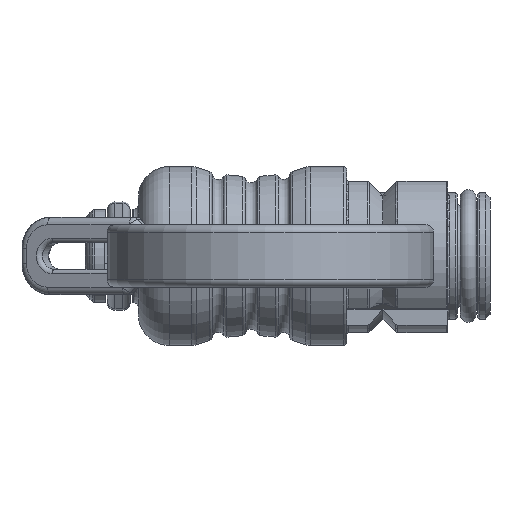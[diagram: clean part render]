
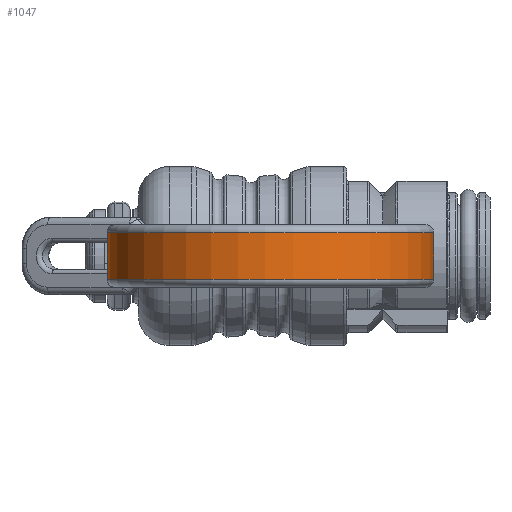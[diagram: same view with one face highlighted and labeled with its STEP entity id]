
A CAD part, front view. The second image highlights one B-rep face of the part: STEP entity #1047.
In plain terms, the highlighted cylindrical face has radius 10.5 mm (diameter 21 mm), a partial arc.
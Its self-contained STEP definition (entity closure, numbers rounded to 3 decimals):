
#356=CIRCLE('',#7794,10.5);
#357=CIRCLE('',#7795,10.5);
#1047=ADVANCED_FACE('',(#1726),#1347,.T.);
#1347=CYLINDRICAL_SURFACE('',#7796,10.5);
#1726=FACE_OUTER_BOUND('',#2172,.T.);
#2172=EDGE_LOOP('',(#4994,#4995,#4996,#4997));
#2659=LINE('',#10625,#3149);
#2999=LINE('',#13068,#3489);
#3149=VECTOR('',#8223,1.);
#3489=VECTOR('',#9631,1.);
#4994=ORIENTED_EDGE('',*,*,#6273,.T.);
#4995=ORIENTED_EDGE('',*,*,#6928,.T.);
#4996=ORIENTED_EDGE('',*,*,#6927,.F.);
#4997=ORIENTED_EDGE('',*,*,#6929,.T.);
#5682=VERTEX_POINT('',#10626);
#5683=VERTEX_POINT('',#10627);
#6005=VERTEX_POINT('',#13050);
#6014=VERTEX_POINT('',#13067);
#6273=EDGE_CURVE('',#5682,#5683,#2659,.T.);
#6927=EDGE_CURVE('',#6014,#6005,#2999,.T.);
#6928=EDGE_CURVE('',#5683,#6005,#356,.T.);
#6929=EDGE_CURVE('',#6014,#5682,#357,.T.);
#7794=AXIS2_PLACEMENT_3D('',#13070,#9634,#9635);
#7795=AXIS2_PLACEMENT_3D('',#13071,#9636,#9637);
#7796=AXIS2_PLACEMENT_3D('',#13072,#9638,#9639);
#8223=DIRECTION('',(0.,0.,-1.));
#9631=DIRECTION('',(0.,0.,-1.));
#9634=DIRECTION('',(0.,0.,1.));
#9635=DIRECTION('',(1.,0.,0.));
#9636=DIRECTION('',(0.,0.,-1.));
#9637=DIRECTION('',(1.,0.,0.));
#9638=DIRECTION('',(0.,0.,-1.));
#9639=DIRECTION('',(1.,0.,0.));
#10625=CARTESIAN_POINT('',(1.4,-133.477,2.));
#10626=CARTESIAN_POINT('',(1.4,-133.477,1.5));
#10627=CARTESIAN_POINT('',(1.4,-133.477,-1.5));
#13050=CARTESIAN_POINT('',(16.337,-123.961,-1.5));
#13067=CARTESIAN_POINT('',(16.337,-123.961,1.5));
#13068=CARTESIAN_POINT('',(16.337,-123.961,2.));
#13070=CARTESIAN_POINT('',(11.9,-133.477,-1.5));
#13071=CARTESIAN_POINT('',(11.9,-133.477,1.5));
#13072=CARTESIAN_POINT('',(11.9,-133.477,2.));
